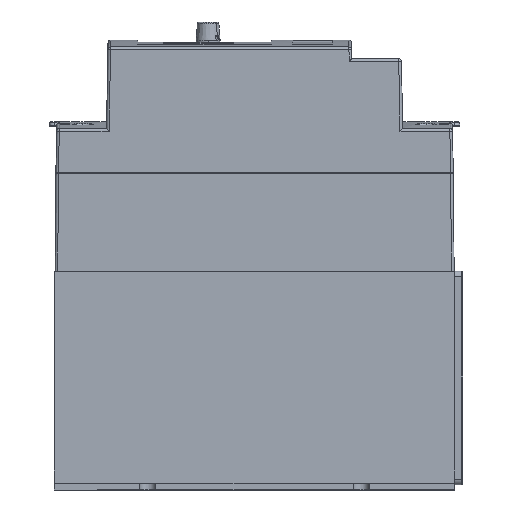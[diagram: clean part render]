
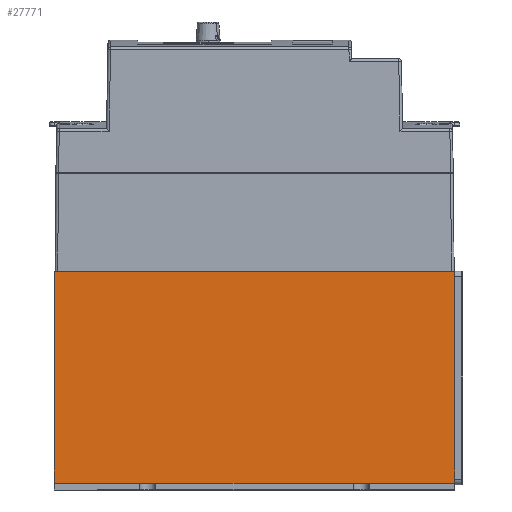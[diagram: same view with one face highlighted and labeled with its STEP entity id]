
A CAD part, left-side view. The second image highlights one B-rep face of the part: STEP entity #27771.
In plain terms, the highlighted planar face has unit normal (-1, 0, 0.006).
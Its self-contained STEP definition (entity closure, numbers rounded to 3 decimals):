
#15112 = AXIS2_PLACEMENT_3D ( 'NONE', #17547, #17556, #17557 ) ;
#16369 = FACE_OUTER_BOUND ( 'NONE', #28699, .T. ) ;
#17547 = CARTESIAN_POINT ( 'NONE',  ( -53.25, 75., 2.6 ) ) ;
#17554 = PLANE ( 'NONE',  #15112 ) ;
#17556 = DIRECTION ( 'NONE',  ( 1., 0., -0.006 ) ) ;
#17557 = DIRECTION ( 'NONE',  ( -0.006, 0., -1. ) ) ;
#20078 = EDGE_CURVE ( 'NONE', #63107, #63095, #77079, .T. ) ;
#20092 = EDGE_CURVE ( 'NONE', #63095, #63115, #77092, .T. ) ;
#20101 = EDGE_CURVE ( 'NONE', #63119, #63107, #77096, .T. ) ;
#20169 = EDGE_CURVE ( 'NONE', #63120, #63126, #77127, .T. ) ;
#20213 = EDGE_CURVE ( 'NONE', #63120, #63119, #77175, .T. ) ;
#20216 = EDGE_CURVE ( 'NONE', #63115, #63126, #77176, .T. ) ;
#21571 = CARTESIAN_POINT ( 'NONE',  ( -53.25, -40., 2.6 ) ) ;
#21583 = CARTESIAN_POINT ( 'NONE',  ( -53.25, 40., 2.6 ) ) ;
#21591 = CARTESIAN_POINT ( 'NONE',  ( -53.25, -75., 2.6 ) ) ;
#21595 = CARTESIAN_POINT ( 'NONE',  ( -53.25, 75., 2.6 ) ) ;
#21596 = CARTESIAN_POINT ( 'NONE',  ( -52.75, 75., 82. ) ) ;
#21602 = CARTESIAN_POINT ( 'NONE',  ( -52.75, -75., 82. ) ) ;
#27771 = ADVANCED_FACE ( 'NONE', ( #16369 ), #17554, .F. ) ;
#28699 = EDGE_LOOP ( 'NONE', ( #34556, #34557, #34558, #34559, #34561, #34562 ) ) ;
#34556 = ORIENTED_EDGE ( 'NONE', *, *, #20169, .F. ) ;
#34557 = ORIENTED_EDGE ( 'NONE', *, *, #20213, .T. ) ;
#34558 = ORIENTED_EDGE ( 'NONE', *, *, #20101, .T. ) ;
#34559 = ORIENTED_EDGE ( 'NONE', *, *, #20078, .T. ) ;
#34561 = ORIENTED_EDGE ( 'NONE', *, *, #20092, .T. ) ;
#34562 = ORIENTED_EDGE ( 'NONE', *, *, #20216, .T. ) ;
#63095 = VERTEX_POINT ( 'NONE', #21571 ) ;
#63107 = VERTEX_POINT ( 'NONE', #21583 ) ;
#63115 = VERTEX_POINT ( 'NONE', #21591 ) ;
#63119 = VERTEX_POINT ( 'NONE', #21595 ) ;
#63120 = VERTEX_POINT ( 'NONE', #21596 ) ;
#63126 = VERTEX_POINT ( 'NONE', #21602 ) ;
#77079 = LINE ( 'NONE', #84452, #77085 ) ;
#77085 = VECTOR ( 'NONE', #84449, 1000. ) ;
#77092 = LINE ( 'NONE', #84470, #77095 ) ;
#77095 = VECTOR ( 'NONE', #84471, 1000. ) ;
#77096 = LINE ( 'NONE', #84468, #77103 ) ;
#77103 = VECTOR ( 'NONE', #84485, 1000. ) ;
#77127 = LINE ( 'NONE', #84644, #77143 ) ;
#77143 = VECTOR ( 'NONE', #84658, 1000. ) ;
#77175 = LINE ( 'NONE', #84737, #77177 ) ;
#77176 = LINE ( 'NONE', #84753, #77179 ) ;
#77177 = VECTOR ( 'NONE', #84720, 1000. ) ;
#77179 = VECTOR ( 'NONE', #84755, 1000. ) ;
#84449 = DIRECTION ( 'NONE',  ( 0., -1., 0. ) ) ;
#84452 = CARTESIAN_POINT ( 'NONE',  ( -53.25, 75., 2.6 ) ) ;
#84468 = CARTESIAN_POINT ( 'NONE',  ( -53.25, 75., 2.6 ) ) ;
#84470 = CARTESIAN_POINT ( 'NONE',  ( -53.25, 75., 2.6 ) ) ;
#84471 = DIRECTION ( 'NONE',  ( 0., -1., 0. ) ) ;
#84485 = DIRECTION ( 'NONE',  ( 0., -1., 0. ) ) ;
#84644 = CARTESIAN_POINT ( 'NONE',  ( -52.75, 75., 82. ) ) ;
#84658 = DIRECTION ( 'NONE',  ( 0., -1., 0. ) ) ;
#84720 = DIRECTION ( 'NONE',  ( -0.006, 0., -1. ) ) ;
#84737 = CARTESIAN_POINT ( 'NONE',  ( -53.25, 75., 2.6 ) ) ;
#84753 = CARTESIAN_POINT ( 'NONE',  ( -53.25, -75., 2.6 ) ) ;
#84755 = DIRECTION ( 'NONE',  ( 0.006, 0., 1. ) ) ;
